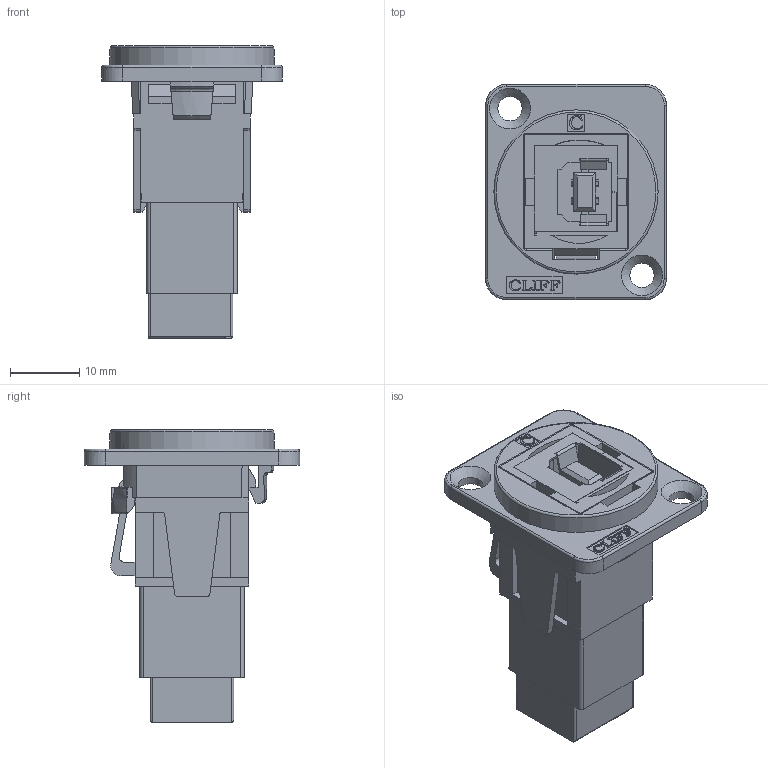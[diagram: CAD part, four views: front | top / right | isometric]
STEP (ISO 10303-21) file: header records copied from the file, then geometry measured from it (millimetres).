
FILE_DESCRIPTION(/* description */ (''),/* implementation_level */ '2;1');
FILE_NAME(/* name */ 'CP30203N USB2 B-B.stp',/* time_stamp */ '2025-03-31T14:23:39+01:00',/* author */ ('tottley'),/* organization */ (''),/* preprocessor_version */ 'ST-DEVELOPER v20',/* originating_system */ 'Autodesk Inventor 2025',/* authorisation */ '');
FILE_SCHEMA (('AUTOMOTIVE_DESIGN { 1 0 10303 214 3 1 1 }'));
Products named in the file (1): CP30203NM3B USB2 B-B
Bounding box: 26 x 31 x 42.1 mm (x, y, z)
Volume: 7891.7 mm3; surface area: 12648.9 mm2
Topology: 1 solids, 10 shells, 1781 faces, 5435 edges, 3471 vertices
Faces by surface type: plane 1453, cylinder 211, bspline 97, cone 12, torus 8
Full cylindrical faces by diameter (mm): 3.5 x2
Entity records: 63640 total; most frequent: CARTESIAN_POINT 13347, ORIENTED_EDGE 10870, DIRECTION 9093, EDGE_CURVE 5435, LINE 4775, VECTOR 4775, VERTEX_POINT 3471, AXIS2_PLACEMENT_3D 2159
